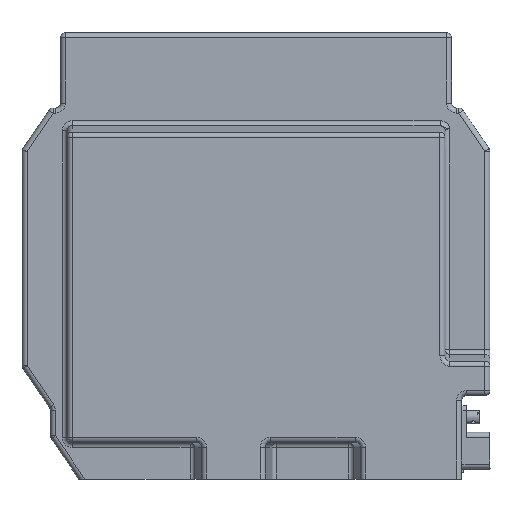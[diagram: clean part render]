
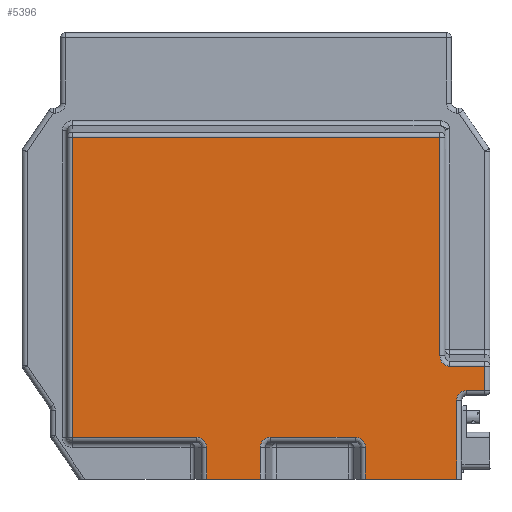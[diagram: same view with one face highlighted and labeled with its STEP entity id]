
A CAD part, front view. The second image highlights one B-rep face of the part: STEP entity #5396.
In plain terms, the highlighted planar face has unit normal (0, -1, 0).
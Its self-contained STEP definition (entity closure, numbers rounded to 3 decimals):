
#5396=ADVANCED_FACE('',(#12775),#12777,.T.);
#12775=FACE_BOUND('',#12776,.T.);
#12776=EDGE_LOOP('',(#22638,#22639,#22640,#22641,#22642,#22643,#22644,#22645,#22646,
#22647,#22648,#22649,#22650,#22651,#22652,#22653,#22654,#22655,#22656));
#12777=PLANE('',#12778);
#12778=AXIS2_PLACEMENT_3D('',#12779,#12780,#12781);
#12779=CARTESIAN_POINT('',(-280.,-148.,0.));
#12780=DIRECTION('',(0.,-1.,0.));
#12781=DIRECTION('',(1.,0.,0.));
#22638=ORIENTED_EDGE('',*,*,#25888,.T.);
#22639=ORIENTED_EDGE('',*,*,#25889,.F.);
#22640=ORIENTED_EDGE('',*,*,#25890,.T.);
#22641=ORIENTED_EDGE('',*,*,#25891,.T.);
#22642=ORIENTED_EDGE('',*,*,#25892,.T.);
#22643=ORIENTED_EDGE('',*,*,#25893,.T.);
#22644=ORIENTED_EDGE('',*,*,#25894,.F.);
#22645=ORIENTED_EDGE('',*,*,#25895,.T.);
#22646=ORIENTED_EDGE('',*,*,#25841,.T.);
#22647=ORIENTED_EDGE('',*,*,#25896,.T.);
#22648=ORIENTED_EDGE('',*,*,#25897,.F.);
#22649=ORIENTED_EDGE('',*,*,#25898,.T.);
#22650=ORIENTED_EDGE('',*,*,#25899,.F.);
#22651=ORIENTED_EDGE('',*,*,#25900,.T.);
#22652=ORIENTED_EDGE('',*,*,#25833,.T.);
#22653=ORIENTED_EDGE('',*,*,#25820,.T.);
#22654=ORIENTED_EDGE('',*,*,#25886,.F.);
#22655=ORIENTED_EDGE('',*,*,#25901,.T.);
#22656=ORIENTED_EDGE('',*,*,#25902,.T.);
#25820=EDGE_CURVE('',#29093,#29094,#29095,.T.);
#25833=EDGE_CURVE('',#29118,#29093,#29119,.T.);
#25841=EDGE_CURVE('',#29134,#29132,#29135,.T.);
#25886=EDGE_CURVE('',#29219,#29094,#29220,.F.);
#25888=EDGE_CURVE('',#29222,#29223,#29224,.F.);
#25889=EDGE_CURVE('',#29225,#29223,#29226,.T.);
#25890=EDGE_CURVE('',#29225,#29227,#29228,.T.);
#25891=EDGE_CURVE('',#29227,#29229,#29230,.F.);
#25892=EDGE_CURVE('',#29229,#29231,#29232,.T.);
#25893=EDGE_CURVE('',#29231,#29233,#29234,.T.);
#25894=EDGE_CURVE('',#29235,#29233,#29236,.F.);
#25895=EDGE_CURVE('',#29235,#29134,#29237,.F.);
#25896=EDGE_CURVE('',#29132,#29238,#29239,.F.);
#25897=EDGE_CURVE('',#29240,#29238,#29241,.T.);
#25898=EDGE_CURVE('',#29240,#29242,#29243,.T.);
#25899=EDGE_CURVE('',#29244,#29242,#29245,.F.);
#25900=EDGE_CURVE('',#29244,#29118,#29246,.F.);
#25901=EDGE_CURVE('',#29219,#29247,#29248,.F.);
#25902=EDGE_CURVE('',#29247,#29222,#29249,.T.);
#29093=VERTEX_POINT('',#35967);
#29094=VERTEX_POINT('',#35968);
#29095=LINE('',#35969,#35970);
#29118=VERTEX_POINT('',#36025);
#29119=LINE('',#36026,#36027);
#29132=VERTEX_POINT('',#36056);
#29134=VERTEX_POINT('',#36061);
#29135=LINE('',#36062,#36063);
#29219=VERTEX_POINT('',#36261);
#29220=CIRCLE('',#36262,6.);
#29222=VERTEX_POINT('',#36270);
#29223=VERTEX_POINT('',#36271);
#29224=LINE('',#36272,#36273);
#29225=VERTEX_POINT('',#36275);
#29226=(BOUNDED_CURVE()B_SPLINE_CURVE(3,
(#36276,#36277,#36278,#36279),
.UNSPECIFIED.,.F.,.F.)B_SPLINE_CURVE_WITH_KNOTS((4,4),
(0.,1.),
.UNSPECIFIED.)CURVE()GEOMETRIC_REPRESENTATION_ITEM()RATIONAL_B_SPLINE_CURVE((1.,
0.805,0.805,1.))REPRESENTATION_ITEM(''));
#29227=VERTEX_POINT('',#36280);
#29228=LINE('',#36281,#36282);
#29229=VERTEX_POINT('',#36284);
#29230=LINE('',#36285,#36286);
#29231=VERTEX_POINT('',#36288);
#29232=LINE('',#36289,#36290);
#29233=VERTEX_POINT('',#36292);
#29234=LINE('',#36293,#36294);
#29235=VERTEX_POINT('',#36296);
#29236=(BOUNDED_CURVE()B_SPLINE_CURVE(3,
(#36297,#36298,#36299,#36300),
.UNSPECIFIED.,.F.,.F.)B_SPLINE_CURVE_WITH_KNOTS((4,4),
(0.,1.),
.UNSPECIFIED.)CURVE()GEOMETRIC_REPRESENTATION_ITEM()RATIONAL_B_SPLINE_CURVE((1.,
0.805,0.805,1.))REPRESENTATION_ITEM(''));
#29237=LINE('',#36301,#36302);
#29238=VERTEX_POINT('',#36304);
#29239=LINE('',#36305,#36306);
#29240=VERTEX_POINT('',#36308);
#29241=(BOUNDED_CURVE()B_SPLINE_CURVE(3,
(#36309,#36310,#36311,#36312),
.UNSPECIFIED.,.F.,.F.)B_SPLINE_CURVE_WITH_KNOTS((4,4),
(0.,1.),
.UNSPECIFIED.)CURVE()GEOMETRIC_REPRESENTATION_ITEM()RATIONAL_B_SPLINE_CURVE((1.,
0.805,0.805,1.))REPRESENTATION_ITEM(''));
#29242=VERTEX_POINT('',#36313);
#29243=LINE('',#36314,#36315);
#29244=VERTEX_POINT('',#36317);
#29245=(BOUNDED_CURVE()B_SPLINE_CURVE(3,
(#36318,#36319,#36320,#36321),
.UNSPECIFIED.,.F.,.F.)B_SPLINE_CURVE_WITH_KNOTS((4,4),
(0.,1.),
.UNSPECIFIED.)CURVE()GEOMETRIC_REPRESENTATION_ITEM()RATIONAL_B_SPLINE_CURVE((1.,
0.805,0.805,1.))REPRESENTATION_ITEM(''));
#29246=LINE('',#36322,#36323);
#29247=VERTEX_POINT('',#36325);
#29248=LINE('',#36326,#36327);
#29249=LINE('',#36329,#36330);
#35967=CARTESIAN_POINT('',(-20.,-148.,0.));
#35968=CARTESIAN_POINT('',(-20.,-148.,47.));
#35969=CARTESIAN_POINT('',(-20.,-148.,0.));
#35970=VECTOR('',#35971,1.);
#35971=DIRECTION('',(0.,0.,1.));
#36025=CARTESIAN_POINT('',(-74.561,-148.,0.));
#36026=CARTESIAN_POINT('',(-74.561,-148.,0.));
#36027=VECTOR('',#36028,1.);
#36028=DIRECTION('',(1.,0.,0.));
#36056=CARTESIAN_POINT('',(-137.439,-148.,0.));
#36061=CARTESIAN_POINT('',(-169.561,-148.,0.));
#36062=CARTESIAN_POINT('',(-169.561,-148.,0.));
#36063=VECTOR('',#36064,1.);
#36064=DIRECTION('',(1.,0.,0.));
#36261=CARTESIAN_POINT('',(-14.,-148.,53.));
#36262=AXIS2_PLACEMENT_3D('',#36263,#36264,#36265);
#36263=CARTESIAN_POINT('',(-14.,-148.,47.));
#36264=DIRECTION('',(0.,1.,0.));
#36265=DIRECTION('',(-1.,0.,0.));
#36270=CARTESIAN_POINT('',(-3.,-148.,67.561));
#36271=CARTESIAN_POINT('',(-24.,-148.,67.561));
#36272=CARTESIAN_POINT('',(-24.,-148.,67.561));
#36273=VECTOR('',#36274,1.);
#36274=DIRECTION('',(1.,0.,0.));
#36275=CARTESIAN_POINT('',(-30.,-148.,73.689));
#36276=CARTESIAN_POINT('',(-30.,-148.,73.689));
#36277=CARTESIAN_POINT('',(-30.,-148.,70.099));
#36278=CARTESIAN_POINT('',(-27.515,-148.,67.561));
#36279=CARTESIAN_POINT('',(-24.,-148.,67.561));
#36280=CARTESIAN_POINT('',(-30.,-148.,204.561));
#36281=CARTESIAN_POINT('',(-30.,-148.,73.689));
#36282=VECTOR('',#36283,1.);
#36283=DIRECTION('',(0.,0.,1.));
#36284=CARTESIAN_POINT('',(-250.,-148.,204.561));
#36285=CARTESIAN_POINT('',(-250.,-148.,204.561));
#36286=VECTOR('',#36287,1.);
#36287=DIRECTION('',(1.,0.,0.));
#36288=CARTESIAN_POINT('',(-250.,-148.,25.));
#36289=CARTESIAN_POINT('',(-250.,-148.,204.561));
#36290=VECTOR('',#36291,1.);
#36291=DIRECTION('',(0.,0.,-1.));
#36292=CARTESIAN_POINT('',(-175.689,-148.,25.));
#36293=CARTESIAN_POINT('',(-250.,-148.,25.));
#36294=VECTOR('',#36295,1.);
#36295=DIRECTION('',(1.,0.,0.));
#36296=CARTESIAN_POINT('',(-169.561,-148.,19.));
#36297=CARTESIAN_POINT('',(-175.689,-148.,25.));
#36298=CARTESIAN_POINT('',(-172.099,-148.,25.));
#36299=CARTESIAN_POINT('',(-169.561,-148.,22.515));
#36300=CARTESIAN_POINT('',(-169.561,-148.,19.));
#36301=CARTESIAN_POINT('',(-169.561,-148.,0.));
#36302=VECTOR('',#36303,1.);
#36303=DIRECTION('',(0.,0.,1.));
#36304=CARTESIAN_POINT('',(-137.439,-148.,19.));
#36305=CARTESIAN_POINT('',(-137.439,-148.,19.));
#36306=VECTOR('',#36307,1.);
#36307=DIRECTION('',(0.,0.,-1.));
#36308=CARTESIAN_POINT('',(-131.311,-148.,25.));
#36309=CARTESIAN_POINT('',(-131.311,-148.,25.));
#36310=CARTESIAN_POINT('',(-134.901,-148.,25.));
#36311=CARTESIAN_POINT('',(-137.439,-148.,22.515));
#36312=CARTESIAN_POINT('',(-137.439,-148.,19.));
#36313=CARTESIAN_POINT('',(-80.689,-148.,25.));
#36314=CARTESIAN_POINT('',(-131.311,-148.,25.));
#36315=VECTOR('',#36316,1.);
#36316=DIRECTION('',(1.,0.,0.));
#36317=CARTESIAN_POINT('',(-74.561,-148.,19.));
#36318=CARTESIAN_POINT('',(-80.689,-148.,25.));
#36319=CARTESIAN_POINT('',(-77.099,-148.,25.));
#36320=CARTESIAN_POINT('',(-74.561,-148.,22.515));
#36321=CARTESIAN_POINT('',(-74.561,-148.,19.));
#36322=CARTESIAN_POINT('',(-74.561,-148.,0.));
#36323=VECTOR('',#36324,1.);
#36324=DIRECTION('',(0.,0.,1.));
#36325=CARTESIAN_POINT('',(-3.,-148.,53.));
#36326=CARTESIAN_POINT('',(-3.,-148.,53.));
#36327=VECTOR('',#36328,1.);
#36328=DIRECTION('',(-1.,0.,0.));
#36329=CARTESIAN_POINT('',(-3.,-148.,53.));
#36330=VECTOR('',#36331,1.);
#36331=DIRECTION('',(0.,0.,1.));
